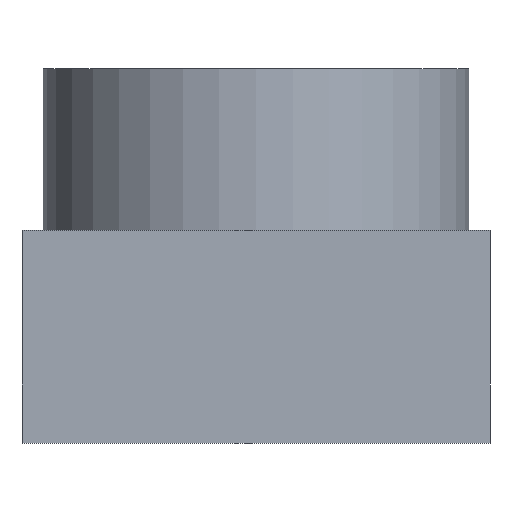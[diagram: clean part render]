
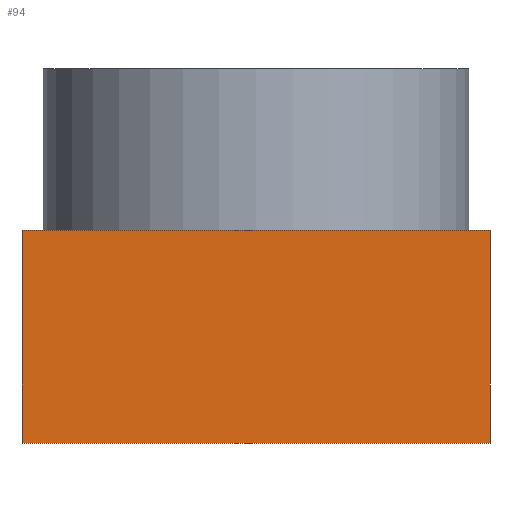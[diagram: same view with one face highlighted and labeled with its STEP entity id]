
A CAD part, left-side view. The second image highlights one B-rep face of the part: STEP entity #94.
In plain terms, the highlighted planar face has unit normal (-1, 0, 0).
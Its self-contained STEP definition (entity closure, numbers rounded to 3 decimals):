
#94=ADVANCED_FACE('',(#182),#184,.T.);
#182=FACE_BOUND('',#183,.T.);
#183=EDGE_LOOP('',(#236,#237,#238,#239));
#184=PLANE('',#185);
#185=AXIS2_PLACEMENT_3D('',#186,#187,#188);
#186=CARTESIAN_POINT('',(-5.5,5.5,0.));
#187=DIRECTION('',(-1.,0.,0.));
#188=DIRECTION('',(0.,-1.,0.));
#236=ORIENTED_EDGE('',*,*,#266,.T.);
#237=ORIENTED_EDGE('',*,*,#267,.T.);
#238=ORIENTED_EDGE('',*,*,#259,.F.);
#239=ORIENTED_EDGE('',*,*,#268,.F.);
#259=EDGE_CURVE('',#276,#277,#278,.T.);
#266=EDGE_CURVE('',#290,#291,#292,.T.);
#267=EDGE_CURVE('',#291,#277,#293,.T.);
#268=EDGE_CURVE('',#290,#276,#294,.T.);
#276=VERTEX_POINT('',#307);
#277=VERTEX_POINT('',#308);
#278=LINE('',#309,#310);
#290=VERTEX_POINT('',#338);
#291=VERTEX_POINT('',#339);
#292=LINE('',#340,#341);
#293=LINE('',#343,#344);
#294=LINE('',#346,#347);
#307=CARTESIAN_POINT('',(-5.5,5.5,5.));
#308=CARTESIAN_POINT('',(-5.5,-5.5,5.));
#309=CARTESIAN_POINT('',(-5.5,5.5,5.));
#310=VECTOR('',#311,1.);
#311=DIRECTION('',(0.,-1.,0.));
#338=CARTESIAN_POINT('',(-5.5,5.5,0.));
#339=CARTESIAN_POINT('',(-5.5,-5.5,0.));
#340=CARTESIAN_POINT('',(-5.5,5.5,0.));
#341=VECTOR('',#342,1.);
#342=DIRECTION('',(0.,-1.,0.));
#343=CARTESIAN_POINT('',(-5.5,-5.5,0.));
#344=VECTOR('',#345,1.);
#345=DIRECTION('',(0.,0.,1.));
#346=CARTESIAN_POINT('',(-5.5,5.5,0.));
#347=VECTOR('',#348,1.);
#348=DIRECTION('',(0.,0.,1.));
